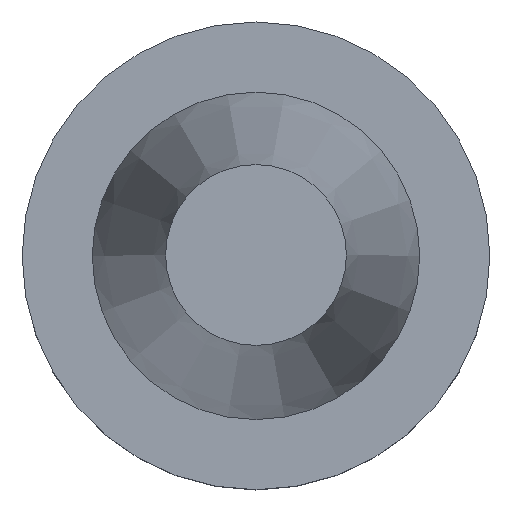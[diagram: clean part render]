
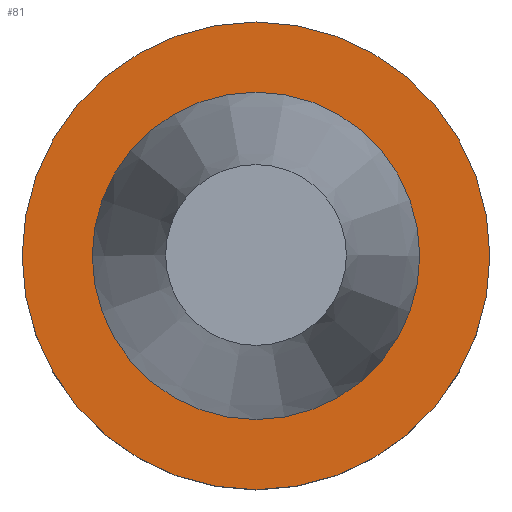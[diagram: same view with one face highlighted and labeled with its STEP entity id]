
A CAD part, top view. The second image highlights one B-rep face of the part: STEP entity #81.
In plain terms, the highlighted planar face has unit normal (0, 0, 1).
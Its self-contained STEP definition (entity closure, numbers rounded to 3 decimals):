
#51=FACE_BOUND('',#111,.T.);
#52=FACE_BOUND('',#112,.T.);
#81=ADVANCED_FACE('',(#51,#52),#96,.T.);
#96=PLANE('',#233);
#111=EDGE_LOOP('',(#145));
#112=EDGE_LOOP('',(#146));
#145=ORIENTED_EDGE('',*,*,#193,.T.);
#146=ORIENTED_EDGE('',*,*,#192,.F.);
#175=VERTEX_POINT('',#342);
#176=VERTEX_POINT('',#345);
#192=EDGE_CURVE('',#175,#175,#209,.T.);
#193=EDGE_CURVE('',#176,#176,#210,.T.);
#209=CIRCLE('',#230,21.925);
#210=CIRCLE('',#232,31.75);
#230=AXIS2_PLACEMENT_3D('',#341,#273,#274);
#232=AXIS2_PLACEMENT_3D('',#344,#277,#278);
#233=AXIS2_PLACEMENT_3D('',#346,#279,#280);
#273=DIRECTION('',(0.0,0.0,1.0));
#274=DIRECTION('',(1.0,0.0,0.0));
#277=DIRECTION('',(0.0,0.0,1.0));
#278=DIRECTION('',(1.0,0.0,0.0));
#279=DIRECTION('',(0.0,0.0,1.0));
#280=DIRECTION('',(1.0,0.0,0.0));
#341=CARTESIAN_POINT('',(0.0,0.0,-1.0));
#342=CARTESIAN_POINT('',(21.925,0.0,-1.0));
#344=CARTESIAN_POINT('',(0.0,0.0,-1.0));
#345=CARTESIAN_POINT('',(31.75,0.0,-1.0));
#346=CARTESIAN_POINT('',(0.0,21.925,-1.0));
